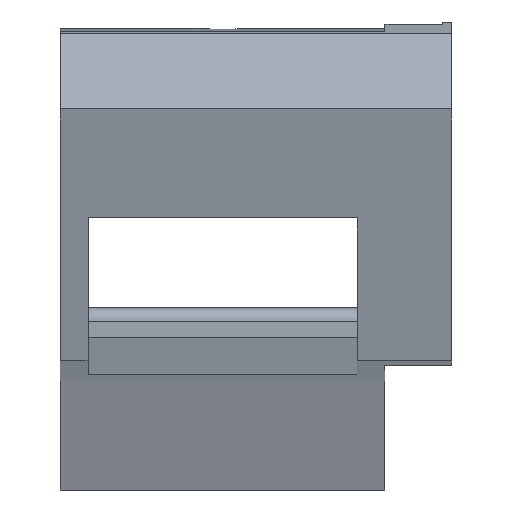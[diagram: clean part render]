
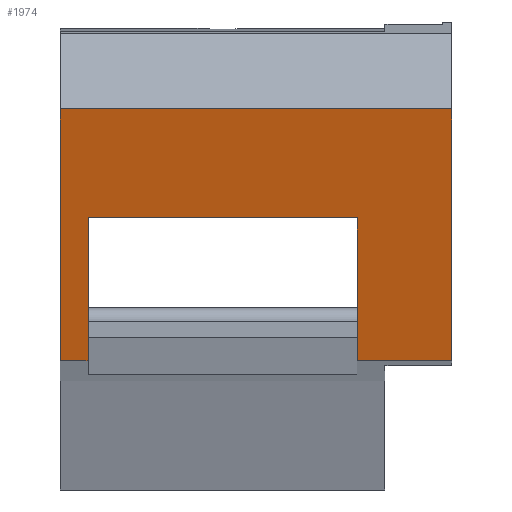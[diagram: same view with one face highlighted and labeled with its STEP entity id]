
A CAD part, front view. The second image highlights one B-rep face of the part: STEP entity #1974.
In plain terms, the highlighted planar face has unit normal (0, -0.969, -0.247).
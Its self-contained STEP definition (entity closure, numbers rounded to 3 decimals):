
#286 = VERTEX_POINT('',#287);
#287 = CARTESIAN_POINT('',(-14.5,3.715,20.694));
#293 = EDGE_CURVE('',#286,#294,#296,.T.);
#294 = VERTEX_POINT('',#295);
#295 = CARTESIAN_POINT('',(-14.5,7.647,5.304));
#296 = LINE('',#297,#298);
#297 = CARTESIAN_POINT('',(-14.5,7.181,7.13));
#298 = VECTOR('',#299,1.);
#299 = DIRECTION('',(0.,0.248,-0.969));
#399 = VERTEX_POINT('',#400);
#400 = CARTESIAN_POINT('',(14.5,7.647,5.304));
#406 = EDGE_CURVE('',#399,#407,#409,.T.);
#407 = VERTEX_POINT('',#408);
#408 = CARTESIAN_POINT('',(14.5,3.715,20.694));
#409 = LINE('',#410,#411);
#410 = CARTESIAN_POINT('',(14.5,6.191,11.006));
#411 = VECTOR('',#412,1.);
#412 = DIRECTION('',(0.,-0.248,0.969));
#794 = EDGE_CURVE('',#407,#286,#795,.T.);
#795 = LINE('',#796,#797);
#796 = CARTESIAN_POINT('',(-5.313,3.715,
    20.694));
#797 = VECTOR('',#798,1.);
#798 = DIRECTION('',(-1.,0.,0.));
#1461 = VERTEX_POINT('',#1462);
#1462 = CARTESIAN_POINT('',(-17.5,7.647,5.304));
#1468 = EDGE_CURVE('',#1469,#1461,#1471,.T.);
#1469 = VERTEX_POINT('',#1470);
#1470 = CARTESIAN_POINT('',(-17.5,0.716,32.438));
#1471 = LINE('',#1472,#1473);
#1472 = CARTESIAN_POINT('',(-17.5,4.878,16.144));
#1473 = VECTOR('',#1474,1.);
#1474 = DIRECTION('',(0.,0.248,-0.969));
#1569 = VERTEX_POINT('',#1570);
#1570 = CARTESIAN_POINT('',(24.7,0.716,32.438));
#1576 = EDGE_CURVE('',#1569,#1577,#1579,.T.);
#1577 = VERTEX_POINT('',#1578);
#1578 = CARTESIAN_POINT('',(24.7,7.647,5.304));
#1579 = LINE('',#1580,#1581);
#1580 = CARTESIAN_POINT('',(24.7,-0.136,35.77));
#1581 = VECTOR('',#1582,1.);
#1582 = DIRECTION('',(0.,0.248,-0.969));
#1608 = EDGE_CURVE('',#1569,#1469,#1609,.T.);
#1609 = LINE('',#1610,#1611);
#1610 = CARTESIAN_POINT('',(27.5,0.716,32.438));
#1611 = VECTOR('',#1612,1.);
#1612 = DIRECTION('',(-1.,-0.,-0.));
#1974 = ADVANCED_FACE('',(#1975),#1995,.T.);
#1975 = FACE_BOUND('',#1976,.T.);
#1976 = EDGE_LOOP('',(#1977,#1978,#1979,#1980,#1986,#1987,#1988,#1989));
#1977 = ORIENTED_EDGE('',*,*,#293,.F.);
#1978 = ORIENTED_EDGE('',*,*,#794,.F.);
#1979 = ORIENTED_EDGE('',*,*,#406,.F.);
#1980 = ORIENTED_EDGE('',*,*,#1981,.F.);
#1981 = EDGE_CURVE('',#1577,#399,#1982,.T.);
#1982 = LINE('',#1983,#1984);
#1983 = CARTESIAN_POINT('',(15.5,7.647,5.304));
#1984 = VECTOR('',#1985,1.);
#1985 = DIRECTION('',(-1.,-0.,-0.));
#1986 = ORIENTED_EDGE('',*,*,#1576,.F.);
#1987 = ORIENTED_EDGE('',*,*,#1608,.T.);
#1988 = ORIENTED_EDGE('',*,*,#1468,.T.);
#1989 = ORIENTED_EDGE('',*,*,#1990,.T.);
#1990 = EDGE_CURVE('',#1461,#294,#1991,.T.);
#1991 = LINE('',#1992,#1993);
#1992 = CARTESIAN_POINT('',(-17.5,7.647,5.304));
#1993 = VECTOR('',#1994,1.);
#1994 = DIRECTION('',(1.,0.,0.));
#1995 = PLANE('',#1996);
#1996 = AXIS2_PLACEMENT_3D('',#1997,#1998,#1999);
#1997 = CARTESIAN_POINT('',(2.936,3.796,
    20.38));
#1998 = DIRECTION('',(-0.,-0.969,-0.248));
#1999 = DIRECTION('',(0.,0.248,-0.969));
